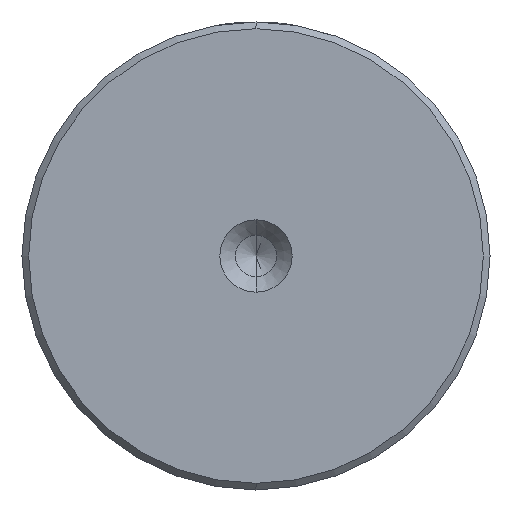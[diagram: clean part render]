
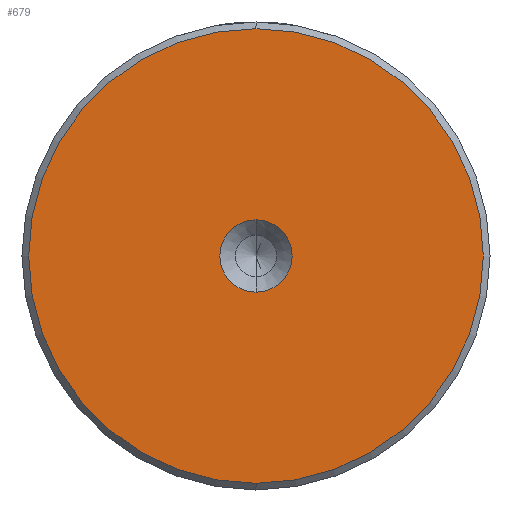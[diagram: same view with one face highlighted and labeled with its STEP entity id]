
A CAD part, left-side view. The second image highlights one B-rep face of the part: STEP entity #679.
In plain terms, the highlighted planar face has unit normal (-1, 0, 0).
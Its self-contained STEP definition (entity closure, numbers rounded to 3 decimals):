
#49 = VERTEX_POINT ( 'NONE', #1500 ) ;
#52 = ORIENTED_EDGE ( 'NONE', *, *, #2159, .T. ) ;
#166 = CIRCLE ( 'NONE', #1101, 17. ) ;
#261 = DIRECTION ( 'NONE',  ( 0., 0., 1. ) ) ;
#264 = DIRECTION ( 'NONE',  ( -1., 0., 0. ) ) ;
#270 = CARTESIAN_POINT ( 'NONE',  ( 0., 0., 0. ) ) ;
#311 = DIRECTION ( 'NONE',  ( 0., 0., 1. ) ) ;
#399 = EDGE_CURVE ( 'NONE', #1902, #49, #2133, .T. ) ;
#448 = DIRECTION ( 'NONE',  ( -1., 0., 0. ) ) ;
#457 = CARTESIAN_POINT ( 'NONE',  ( 0., 0., 0. ) ) ;
#495 = DIRECTION ( 'NONE',  ( 0., 0., 1. ) ) ;
#502 = DIRECTION ( 'NONE',  ( -1., 0., 0. ) ) ;
#528 = AXIS2_PLACEMENT_3D ( 'NONE', #549, #502, #495 ) ;
#541 = ORIENTED_EDGE ( 'NONE', *, *, #1485, .F. ) ;
#549 = CARTESIAN_POINT ( 'NONE',  ( 0., 0., 0. ) ) ;
#650 = VERTEX_POINT ( 'NONE', #1015 ) ;
#679 = ADVANCED_FACE ( 'NONE', ( #1240, #829 ), #901, .T. ) ;
#700 = EDGE_LOOP ( 'NONE', ( #541, #2201 ) ) ;
#780 = CARTESIAN_POINT ( 'NONE',  ( 0., 0., 0. ) ) ;
#829 = FACE_BOUND ( 'NONE', #700, .T. ) ;
#839 = EDGE_CURVE ( 'NONE', #903, #650, #1923, .T. ) ;
#901 = PLANE ( 'NONE',  #528 ) ;
#903 = VERTEX_POINT ( 'NONE', #947 ) ;
#947 = CARTESIAN_POINT ( 'NONE',  ( 0., 0., -2.7 ) ) ;
#962 = DIRECTION ( 'NONE',  ( 0., 0., 1. ) ) ;
#966 = AXIS2_PLACEMENT_3D ( 'NONE', #2068, #994, #2228 ) ;
#994 = DIRECTION ( 'NONE',  ( -1., 0., 0. ) ) ;
#1015 = CARTESIAN_POINT ( 'NONE',  ( 0., 0., 2.7 ) ) ;
#1101 = AXIS2_PLACEMENT_3D ( 'NONE', #780, #2038, #962 ) ;
#1240 = FACE_OUTER_BOUND ( 'NONE', #2218, .T. ) ;
#1288 = ORIENTED_EDGE ( 'NONE', *, *, #399, .T. ) ;
#1331 = CIRCLE ( 'NONE', #966, 2.7 ) ;
#1485 = EDGE_CURVE ( 'NONE', #650, #903, #1331, .T. ) ;
#1493 = AXIS2_PLACEMENT_3D ( 'NONE', #457, #448, #311 ) ;
#1500 = CARTESIAN_POINT ( 'NONE',  ( 0., 0., 17. ) ) ;
#1660 = AXIS2_PLACEMENT_3D ( 'NONE', #270, #264, #261 ) ;
#1902 = VERTEX_POINT ( 'NONE', #2277 ) ;
#1923 = CIRCLE ( 'NONE', #1493, 2.7 ) ;
#2038 = DIRECTION ( 'NONE',  ( -1., 0., 0. ) ) ;
#2068 = CARTESIAN_POINT ( 'NONE',  ( 0., 0., 0. ) ) ;
#2133 = CIRCLE ( 'NONE', #1660, 17. ) ;
#2159 = EDGE_CURVE ( 'NONE', #49, #1902, #166, .T. ) ;
#2201 = ORIENTED_EDGE ( 'NONE', *, *, #839, .F. ) ;
#2218 = EDGE_LOOP ( 'NONE', ( #1288, #52 ) ) ;
#2228 = DIRECTION ( 'NONE',  ( 0., 0., 1. ) ) ;
#2277 = CARTESIAN_POINT ( 'NONE',  ( 0., 0., -17. ) ) ;
